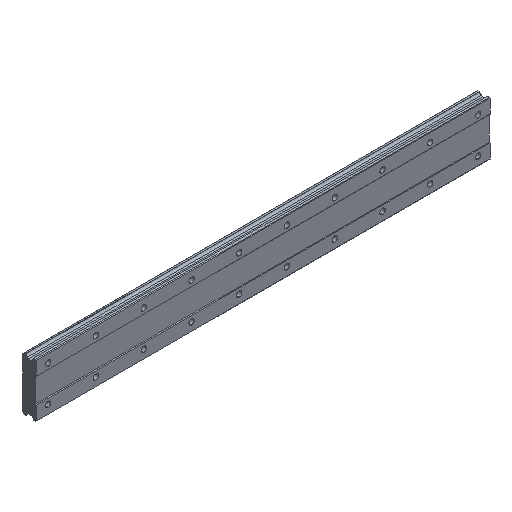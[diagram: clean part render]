
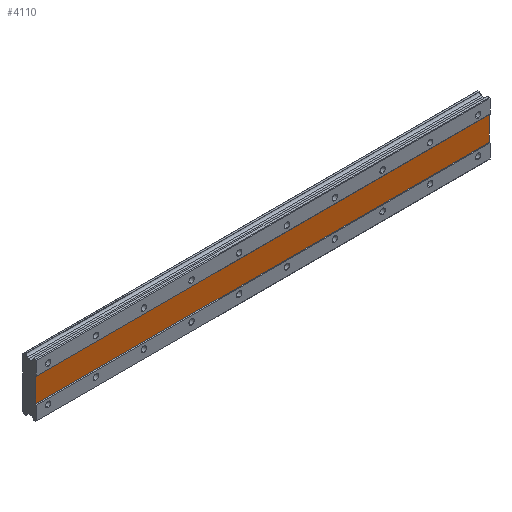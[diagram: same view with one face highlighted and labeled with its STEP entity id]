
A CAD part, isometric view. The second image highlights one B-rep face of the part: STEP entity #4110.
In plain terms, the highlighted planar face has unit normal (0, -1, 0).
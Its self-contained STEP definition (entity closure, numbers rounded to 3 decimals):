
#4 = VERTEX_POINT ( 'NONE', #988 ) ;
#140 = VECTOR ( 'NONE', #444, 1000. ) ;
#404 = VERTEX_POINT ( 'NONE', #3825 ) ;
#444 = DIRECTION ( 'NONE',  ( 0., 0., -1. ) ) ;
#468 = DIRECTION ( 'NONE',  ( 0., 1., 0. ) ) ;
#530 = VECTOR ( 'NONE', #3777, 1000. ) ;
#787 = CARTESIAN_POINT ( 'NONE',  ( 740., 1., 20. ) ) ;
#803 = CARTESIAN_POINT ( 'NONE',  ( 740., 1., 44.91 ) ) ;
#938 = AXIS2_PLACEMENT_3D ( 'NONE', #787, #468, #1366 ) ;
#988 = CARTESIAN_POINT ( 'NONE',  ( 740., 1., -20. ) ) ;
#1081 = PLANE ( 'NONE',  #938 ) ;
#1275 = VERTEX_POINT ( 'NONE', #2482 ) ;
#1366 = DIRECTION ( 'NONE',  ( 0., 0., 1. ) ) ;
#1485 = CARTESIAN_POINT ( 'NONE',  ( 740., 1., 20. ) ) ;
#1518 = ORIENTED_EDGE ( 'NONE', *, *, #3640, .F. ) ;
#1621 = EDGE_LOOP ( 'NONE', ( #1518, #3325, #3271, #1893 ) ) ;
#1802 = LINE ( 'NONE', #3395, #140 ) ;
#1826 = CARTESIAN_POINT ( 'NONE',  ( -20., 1., 20. ) ) ;
#1893 = ORIENTED_EDGE ( 'NONE', *, *, #3171, .T. ) ;
#1909 = LINE ( 'NONE', #1485, #530 ) ;
#2375 = LINE ( 'NONE', #4075, #4200 ) ;
#2482 = CARTESIAN_POINT ( 'NONE',  ( -20., 1., -20. ) ) ;
#2743 = LINE ( 'NONE', #803, #4246 ) ;
#2759 = VERTEX_POINT ( 'NONE', #1826 ) ;
#3098 = DIRECTION ( 'NONE',  ( -1., 0., 0. ) ) ;
#3171 = EDGE_CURVE ( 'NONE', #2759, #1275, #1802, .T. ) ;
#3271 = ORIENTED_EDGE ( 'NONE', *, *, #4238, .F. ) ;
#3325 = ORIENTED_EDGE ( 'NONE', *, *, #4066, .F. ) ;
#3395 = CARTESIAN_POINT ( 'NONE',  ( -20., 1., 44.91 ) ) ;
#3420 = FACE_OUTER_BOUND ( 'NONE', #1621, .T. ) ;
#3640 = EDGE_CURVE ( 'NONE', #4, #1275, #2375, .T. ) ;
#3777 = DIRECTION ( 'NONE',  ( 1., 0., 0. ) ) ;
#3825 = CARTESIAN_POINT ( 'NONE',  ( 740., 1., 20. ) ) ;
#4006 = DIRECTION ( 'NONE',  ( 0., 0., -1. ) ) ;
#4066 = EDGE_CURVE ( 'NONE', #404, #4, #2743, .T. ) ;
#4075 = CARTESIAN_POINT ( 'NONE',  ( 740., 1., -20. ) ) ;
#4110 = ADVANCED_FACE ( 'NONE', ( #3420 ), #1081, .F. ) ;
#4200 = VECTOR ( 'NONE', #3098, 1000. ) ;
#4238 = EDGE_CURVE ( 'NONE', #2759, #404, #1909, .T. ) ;
#4246 = VECTOR ( 'NONE', #4006, 1000. ) ;
